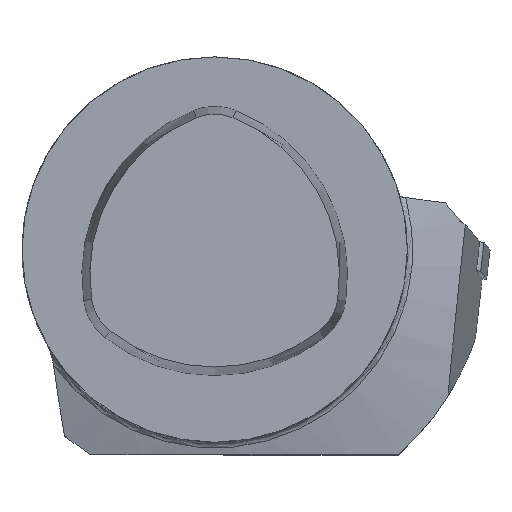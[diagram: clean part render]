
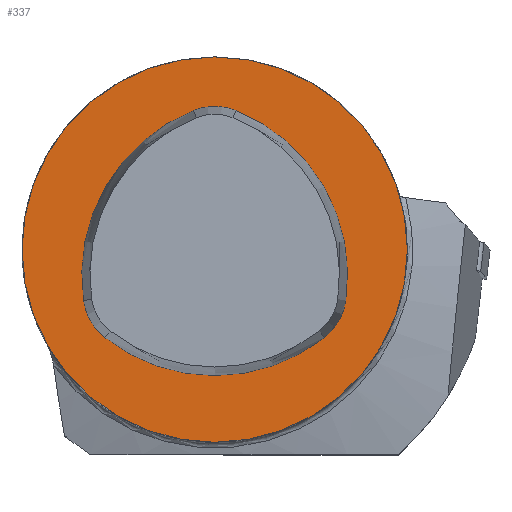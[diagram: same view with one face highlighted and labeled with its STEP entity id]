
A CAD part, top view. The second image highlights one B-rep face of the part: STEP entity #337.
In plain terms, the highlighted planar face has unit normal (0, 0, 1).
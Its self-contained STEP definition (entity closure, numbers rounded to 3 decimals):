
#111=FACE_BOUND('',#457,.T.);
#112=FACE_BOUND('',#458,.T.);
#120=PLANE('',#1154);
#337=ADVANCED_FACE('',(#111,#112),#120,.T.);
#457=EDGE_LOOP('',(#622));
#458=EDGE_LOOP('',(#623,#624,#625,#626,#627,#628));
#511=CIRCLE('',#1134,31.5);
#518=CIRCLE('',#1148,29.);
#519=CIRCLE('',#1149,9.4);
#520=CIRCLE('',#1150,29.);
#521=CIRCLE('',#1151,9.4);
#522=CIRCLE('',#1152,29.);
#523=CIRCLE('',#1153,9.4);
#622=ORIENTED_EDGE('',*,*,#953,.T.);
#623=ORIENTED_EDGE('',*,*,#968,.F.);
#624=ORIENTED_EDGE('',*,*,#969,.F.);
#625=ORIENTED_EDGE('',*,*,#970,.F.);
#626=ORIENTED_EDGE('',*,*,#971,.F.);
#627=ORIENTED_EDGE('',*,*,#972,.F.);
#628=ORIENTED_EDGE('',*,*,#973,.F.);
#853=VERTEX_POINT('',#1711);
#868=VERTEX_POINT('',#1744);
#869=VERTEX_POINT('',#1745);
#870=VERTEX_POINT('',#1747);
#871=VERTEX_POINT('',#1749);
#872=VERTEX_POINT('',#1751);
#873=VERTEX_POINT('',#1753);
#953=EDGE_CURVE('',#853,#853,#511,.T.);
#968=EDGE_CURVE('',#868,#869,#518,.T.);
#969=EDGE_CURVE('',#870,#868,#519,.T.);
#970=EDGE_CURVE('',#871,#870,#520,.T.);
#971=EDGE_CURVE('',#872,#871,#521,.T.);
#972=EDGE_CURVE('',#873,#872,#522,.T.);
#973=EDGE_CURVE('',#869,#873,#523,.T.);
#1134=AXIS2_PLACEMENT_3D('',#1710,#1299,#1300);
#1148=AXIS2_PLACEMENT_3D('',#1743,#1331,#1332);
#1149=AXIS2_PLACEMENT_3D('',#1746,#1333,#1334);
#1150=AXIS2_PLACEMENT_3D('',#1748,#1335,#1336);
#1151=AXIS2_PLACEMENT_3D('',#1750,#1337,#1338);
#1152=AXIS2_PLACEMENT_3D('',#1752,#1339,#1340);
#1153=AXIS2_PLACEMENT_3D('',#1754,#1341,#1342);
#1154=AXIS2_PLACEMENT_3D('',#1755,#1343,#1344);
#1299=DIRECTION('',(0.,0.,1.));
#1300=DIRECTION('',(-1.,0.,0.));
#1331=DIRECTION('',(0.,0.,1.));
#1332=DIRECTION('',(-1.,0.,0.));
#1333=DIRECTION('',(0.,0.,1.));
#1334=DIRECTION('',(-1.,0.,0.));
#1335=DIRECTION('',(0.,0.,1.));
#1336=DIRECTION('',(-1.,0.,0.));
#1337=DIRECTION('',(0.,0.,1.));
#1338=DIRECTION('',(-1.,0.,0.));
#1339=DIRECTION('',(0.,0.,1.));
#1340=DIRECTION('',(-1.,0.,0.));
#1341=DIRECTION('',(0.,0.,1.));
#1342=DIRECTION('',(-1.,0.,0.));
#1343=DIRECTION('',(0.,0.,1.));
#1344=DIRECTION('',(-1.,0.,0.));
#1710=CARTESIAN_POINT('',(0.,0.,0.));
#1711=CARTESIAN_POINT('',(-31.5,0.,0.));
#1743=CARTESIAN_POINT('',(-7.275,-4.2,0.));
#1744=CARTESIAN_POINT('',(21.428,-8.343,0.));
#1745=CARTESIAN_POINT('',(3.489,22.729,0.));
#1746=CARTESIAN_POINT('',(12.124,-7.,0.));
#1747=CARTESIAN_POINT('',(17.939,-14.386,0.));
#1748=CARTESIAN_POINT('',(0.,8.4,0.));
#1749=CARTESIAN_POINT('',(-17.939,-14.386,0.));
#1750=CARTESIAN_POINT('',(-12.124,-7.,0.));
#1751=CARTESIAN_POINT('',(-21.428,-8.343,0.));
#1752=CARTESIAN_POINT('',(7.275,-4.2,0.));
#1753=CARTESIAN_POINT('',(-3.489,22.729,0.));
#1754=CARTESIAN_POINT('',(0.,14.,0.));
#1755=CARTESIAN_POINT('',(0.,0.,0.));
